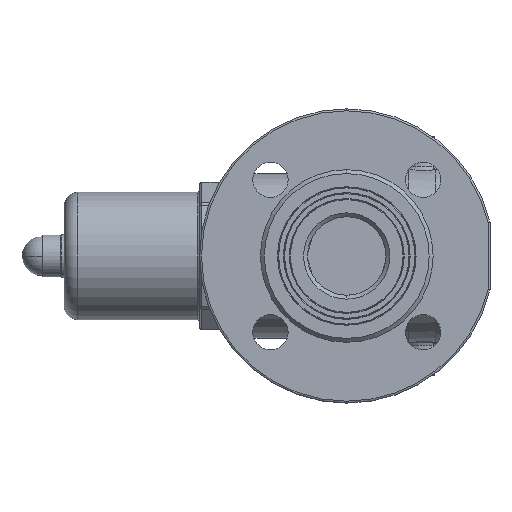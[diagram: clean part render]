
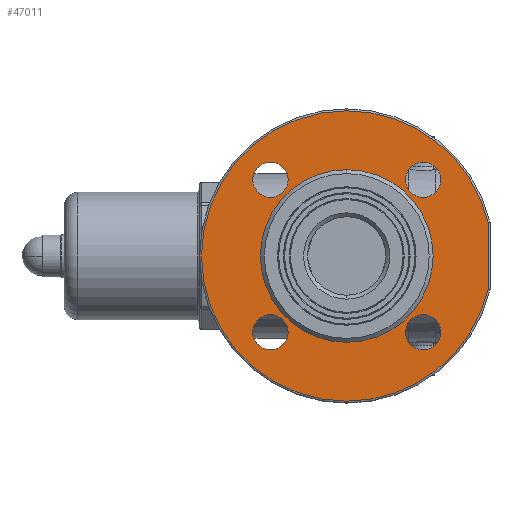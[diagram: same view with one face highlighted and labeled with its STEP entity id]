
A CAD part, left-side view. The second image highlights one B-rep face of the part: STEP entity #47011.
In plain terms, the highlighted planar face has unit normal (-1, 0, 0).
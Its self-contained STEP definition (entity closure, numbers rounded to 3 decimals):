
#35770 = CARTESIAN_POINT ( 'NONE',  ( -98., 38.891, 38.891 ) ) ;
#35774 = CIRCLE ( 'NONE', #35792, 9. ) ;
#35781 = DIRECTION ( 'NONE',  ( 0., 0., 1. ) ) ;
#35782 = DIRECTION ( 'NONE',  ( -1., 0., 0. ) ) ;
#35792 = AXIS2_PLACEMENT_3D ( 'NONE', #35770, #35782, #35781 ) ;
#35872 = CARTESIAN_POINT ( 'NONE',  ( -98., -38.891, -38.891 ) ) ;
#35893 = AXIS2_PLACEMENT_3D ( 'NONE', #35899, #35902, #35954 ) ;
#35899 = CARTESIAN_POINT ( 'NONE',  ( -98., 38.891, -38.891 ) ) ;
#35902 = DIRECTION ( 'NONE',  ( -1., 0., 0. ) ) ;
#35911 = CIRCLE ( 'NONE', #35953, 9. ) ;
#35914 = CIRCLE ( 'NONE', #35893, 9. ) ;
#35950 = DIRECTION ( 'NONE',  ( 0., 0., 1. ) ) ;
#35951 = DIRECTION ( 'NONE',  ( -1., 0., 0. ) ) ;
#35953 = AXIS2_PLACEMENT_3D ( 'NONE', #35872, #35951, #35950 ) ;
#35954 = DIRECTION ( 'NONE',  ( 0., 0., 1. ) ) ;
#35995 = PLANE ( 'NONE',  #36004 ) ;
#35996 = DIRECTION ( 'NONE',  ( 0., 0., 1. ) ) ;
#35998 = FACE_BOUND ( 'NONE', #46823, .T. ) ;
#36000 = FACE_BOUND ( 'NONE', #46946, .T. ) ;
#36001 = FACE_BOUND ( 'NONE', #47018, .T. ) ;
#36002 = FACE_BOUND ( 'NONE', #46956, .T. ) ;
#36004 = AXIS2_PLACEMENT_3D ( 'NONE', #36040, #36039, #36038 ) ;
#36005 = DIRECTION ( 'NONE',  ( -1., 0., 0. ) ) ;
#36009 = CARTESIAN_POINT ( 'NONE',  ( -98., -38.891, 38.891 ) ) ;
#36011 = DIRECTION ( 'NONE',  ( 0., 0., 1. ) ) ;
#36012 = DIRECTION ( 'NONE',  ( -1., 0., 0. ) ) ;
#36013 = CARTESIAN_POINT ( 'NONE',  ( -98., 0., 0. ) ) ;
#36014 = AXIS2_PLACEMENT_3D ( 'NONE', #36013, #36012, #36011 ) ;
#36015 = CIRCLE ( 'NONE', #36014, 44. ) ;
#36018 = CIRCLE ( 'NONE', #36026, 9. ) ;
#36026 = AXIS2_PLACEMENT_3D ( 'NONE', #36009, #36005, #35996 ) ;
#36029 = FACE_BOUND ( 'NONE', #46893, .T. ) ;
#36038 = DIRECTION ( 'NONE',  ( 0., 0., -1. ) ) ;
#36039 = DIRECTION ( 'NONE',  ( 1., 0., 0. ) ) ;
#36040 = CARTESIAN_POINT ( 'NONE',  ( -98., 44., 0. ) ) ;
#36057 = FACE_OUTER_BOUND ( 'NONE', #47057, .T. ) ;
#36115 = CARTESIAN_POINT ( 'NONE',  ( -98., -72., 0. ) ) ;
#36116 = LINE ( 'NONE', #36115, #36181 ) ;
#36122 = DIRECTION ( 'NONE',  ( 0., 0., 1. ) ) ;
#36123 = DIRECTION ( 'NONE',  ( -1., 0., 0. ) ) ;
#36124 = CARTESIAN_POINT ( 'NONE',  ( -98., 0., 0. ) ) ;
#36128 = AXIS2_PLACEMENT_3D ( 'NONE', #36124, #36123, #36122 ) ;
#36141 = CIRCLE ( 'NONE', #36128, 74. ) ;
#36142 = CARTESIAN_POINT ( 'NONE',  ( -98., -72., -17.088 ) ) ;
#36180 = DIRECTION ( 'NONE',  ( 0., 0., 1. ) ) ;
#36181 = VECTOR ( 'NONE', #36180, 1000. ) ;
#44511 = CARTESIAN_POINT ( 'NONE',  ( -98., -38.891, -47.891 ) ) ;
#44629 = AXIS2_PLACEMENT_3D ( 'NONE', #44671, #44678, #44657 ) ;
#44630 = CARTESIAN_POINT ( 'NONE',  ( -98., -38.891, 47.891 ) ) ;
#44657 = DIRECTION ( 'NONE',  ( 0., 0., 1. ) ) ;
#44671 = CARTESIAN_POINT ( 'NONE',  ( -98., -38.891, 38.891 ) ) ;
#44678 = DIRECTION ( 'NONE',  ( -1., 0., 0. ) ) ;
#44681 = CIRCLE ( 'NONE', #44629, 9. ) ;
#45175 = CARTESIAN_POINT ( 'NONE',  ( -98., -72., 17.088 ) ) ;
#45491 = CARTESIAN_POINT ( 'NONE',  ( -98., 38.891, 47.891 ) ) ;
#45763 = CARTESIAN_POINT ( 'NONE',  ( -98., 38.891, -29.891 ) ) ;
#46439 = CARTESIAN_POINT ( 'NONE',  ( -98., 0., -44. ) ) ;
#46823 = EDGE_LOOP ( 'NONE', ( #47005, #47014 ) ) ;
#46890 = EDGE_CURVE ( 'NONE', #54779, #55044, #35774, .T. ) ;
#46893 = EDGE_LOOP ( 'NONE', ( #46943, #46958 ) ) ;
#46916 = ORIENTED_EDGE ( 'NONE', *, *, #46960, .F. ) ;
#46921 = ORIENTED_EDGE ( 'NONE', *, *, #55094, .F. ) ;
#46943 = ORIENTED_EDGE ( 'NONE', *, *, #46890, .F. ) ;
#46946 = EDGE_LOOP ( 'NONE', ( #46948, #46974 ) ) ;
#46948 = ORIENTED_EDGE ( 'NONE', *, *, #46965, .F. ) ;
#46956 = EDGE_LOOP ( 'NONE', ( #46970, #46979 ) ) ;
#46958 = ORIENTED_EDGE ( 'NONE', *, *, #55002, .F. ) ;
#46960 = EDGE_CURVE ( 'NONE', #54788, #55535, #35914, .T. ) ;
#46965 = EDGE_CURVE ( 'NONE', #55424, #54649, #35911, .T. ) ;
#46970 = ORIENTED_EDGE ( 'NONE', *, *, #47001, .F. ) ;
#46974 = ORIENTED_EDGE ( 'NONE', *, *, #55542, .F. ) ;
#46979 = ORIENTED_EDGE ( 'NONE', *, *, #56475, .F. ) ;
#46984 = ORIENTED_EDGE ( 'NONE', *, *, #56470, .T. ) ;
#46989 = ORIENTED_EDGE ( 'NONE', *, *, #56114, .T. ) ;
#47001 = EDGE_CURVE ( 'NONE', #54869, #56104, #36015, .T. ) ;
#47005 = ORIENTED_EDGE ( 'NONE', *, *, #47007, .F. ) ;
#47007 = EDGE_CURVE ( 'NONE', #54673, #55080, #36018, .T. ) ;
#47011 = ADVANCED_FACE ( 'NONE', ( #35998, #36029, #36001, #36000, #36002, #36057 ), #35995, .F. ) ;
#47014 = ORIENTED_EDGE ( 'NONE', *, *, #54671, .F. ) ;
#47018 = EDGE_LOOP ( 'NONE', ( #46916, #46921 ) ) ;
#47057 = EDGE_LOOP ( 'NONE', ( #46989, #46984, #47062, #47071 ) ) ;
#47062 = ORIENTED_EDGE ( 'NONE', *, *, #47065, .T. ) ;
#47064 = VERTEX_POINT ( 'NONE', #36142 ) ;
#47065 = EDGE_CURVE ( 'NONE', #56138, #47064, #36141, .T. ) ;
#47069 = EDGE_CURVE ( 'NONE', #47064, #54760, #36116, .T. ) ;
#47071 = ORIENTED_EDGE ( 'NONE', *, *, #47069, .T. ) ;
#47358 = CARTESIAN_POINT ( 'NONE',  ( -98., 38.891, 38.891 ) ) ;
#47376 = CIRCLE ( 'NONE', #47392, 9. ) ;
#47392 = AXIS2_PLACEMENT_3D ( 'NONE', #47358, #47484, #47483 ) ;
#47483 = DIRECTION ( 'NONE',  ( 0., 0., 1. ) ) ;
#47484 = DIRECTION ( 'NONE',  ( -1., 0., 0. ) ) ;
#47494 = CARTESIAN_POINT ( 'NONE',  ( -98., 38.891, 29.891 ) ) ;
#47633 = CARTESIAN_POINT ( 'NONE',  ( -98., -38.891, 29.891 ) ) ;
#47858 = DIRECTION ( 'NONE',  ( 0., 0., 1. ) ) ;
#47860 = DIRECTION ( 'NONE',  ( -1., 0., 0. ) ) ;
#47874 = CARTESIAN_POINT ( 'NONE',  ( -98., 38.891, -38.891 ) ) ;
#47880 = CIRCLE ( 'NONE', #47887, 9. ) ;
#47887 = AXIS2_PLACEMENT_3D ( 'NONE', #47874, #47860, #47858 ) ;
#48244 = CARTESIAN_POINT ( 'NONE',  ( -98., -38.891, -29.891 ) ) ;
#48404 = CARTESIAN_POINT ( 'NONE',  ( -98., 38.891, -47.891 ) ) ;
#48431 = DIRECTION ( 'NONE',  ( 0., 0., 1. ) ) ;
#48432 = DIRECTION ( 'NONE',  ( -1., 0., 0. ) ) ;
#48433 = CARTESIAN_POINT ( 'NONE',  ( -98., -38.891, -38.891 ) ) ;
#48435 = AXIS2_PLACEMENT_3D ( 'NONE', #48433, #48432, #48431 ) ;
#48462 = CIRCLE ( 'NONE', #48435, 9. ) ;
#48566 = AXIS2_PLACEMENT_3D ( 'NONE', #48666, #48644, #48642 ) ;
#48606 = CARTESIAN_POINT ( 'NONE',  ( -98., 0., 44. ) ) ;
#48642 = DIRECTION ( 'NONE',  ( 0., 0., 1. ) ) ;
#48644 = DIRECTION ( 'NONE',  ( -1., 0., 0. ) ) ;
#48657 = CARTESIAN_POINT ( 'NONE',  ( -98., 0., 74. ) ) ;
#48661 = CIRCLE ( 'NONE', #48566, 74. ) ;
#48666 = CARTESIAN_POINT ( 'NONE',  ( -98., 0., 0. ) ) ;
#48727 = CARTESIAN_POINT ( 'NONE',  ( -98., 0., -74. ) ) ;
#48872 = AXIS2_PLACEMENT_3D ( 'NONE', #48968, #48896, #48919 ) ;
#48877 = CIRCLE ( 'NONE', #48872, 74. ) ;
#48896 = DIRECTION ( 'NONE',  ( -1., 0., 0. ) ) ;
#48910 = CARTESIAN_POINT ( 'NONE',  ( -98., 0., 0. ) ) ;
#48919 = DIRECTION ( 'NONE',  ( 0., 0., 1. ) ) ;
#48943 = AXIS2_PLACEMENT_3D ( 'NONE', #48910, #49028, #49027 ) ;
#48949 = CIRCLE ( 'NONE', #48943, 44. ) ;
#48968 = CARTESIAN_POINT ( 'NONE',  ( -98., 0., 0. ) ) ;
#49027 = DIRECTION ( 'NONE',  ( 0., 0., 1. ) ) ;
#49028 = DIRECTION ( 'NONE',  ( -1., 0., 0. ) ) ;
#54649 = VERTEX_POINT ( 'NONE', #44511 ) ;
#54671 = EDGE_CURVE ( 'NONE', #55080, #54673, #44681, .T. ) ;
#54673 = VERTEX_POINT ( 'NONE', #44630 ) ;
#54760 = VERTEX_POINT ( 'NONE', #45175 ) ;
#54779 = VERTEX_POINT ( 'NONE', #45491 ) ;
#54788 = VERTEX_POINT ( 'NONE', #45763 ) ;
#54869 = VERTEX_POINT ( 'NONE', #46439 ) ;
#55002 = EDGE_CURVE ( 'NONE', #55044, #54779, #47376, .T. ) ;
#55044 = VERTEX_POINT ( 'NONE', #47494 ) ;
#55080 = VERTEX_POINT ( 'NONE', #47633 ) ;
#55094 = EDGE_CURVE ( 'NONE', #55535, #54788, #47880, .T. ) ;
#55424 = VERTEX_POINT ( 'NONE', #48244 ) ;
#55535 = VERTEX_POINT ( 'NONE', #48404 ) ;
#55542 = EDGE_CURVE ( 'NONE', #54649, #55424, #48462, .T. ) ;
#56104 = VERTEX_POINT ( 'NONE', #48606 ) ;
#56114 = EDGE_CURVE ( 'NONE', #54760, #56132, #48661, .T. ) ;
#56132 = VERTEX_POINT ( 'NONE', #48657 ) ;
#56138 = VERTEX_POINT ( 'NONE', #48727 ) ;
#56470 = EDGE_CURVE ( 'NONE', #56132, #56138, #48877, .T. ) ;
#56475 = EDGE_CURVE ( 'NONE', #56104, #54869, #48949, .T. ) ;
